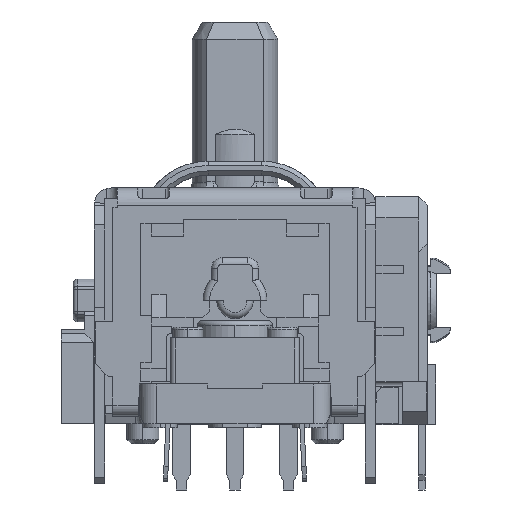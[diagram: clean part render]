
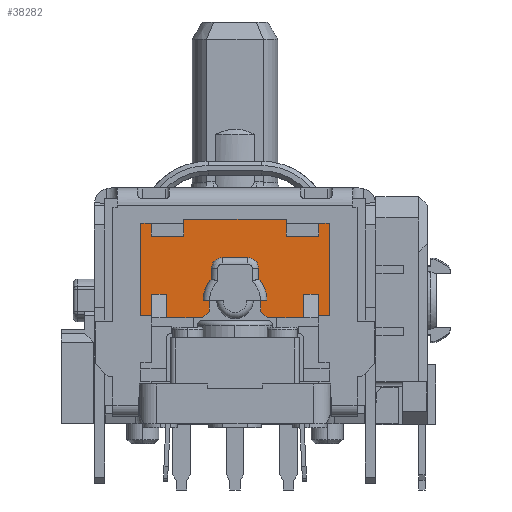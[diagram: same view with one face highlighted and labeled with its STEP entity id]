
A CAD part, front view. The second image highlights one B-rep face of the part: STEP entity #38282.
In plain terms, the highlighted planar face has unit normal (0, -1, 0).
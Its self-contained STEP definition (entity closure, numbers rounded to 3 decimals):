
#12194 = VERTEX_POINT('',#12195);
#12195 = CARTESIAN_POINT('',(-3.9,-7.375,6.25));
#12201 = EDGE_CURVE('',#12202,#12194,#12204,.T.);
#12202 = VERTEX_POINT('',#12203);
#12203 = CARTESIAN_POINT('',(-3.9,-7.375,5.25));
#12204 = LINE('',#12205,#12206);
#12205 = CARTESIAN_POINT('',(-3.9,-7.375,6.25));
#12206 = VECTOR('',#12207,1.);
#12207 = DIRECTION('',(0.,0.,1.));
#12273 = EDGE_CURVE('',#12202,#12274,#12276,.T.);
#12274 = VERTEX_POINT('',#12275);
#12275 = CARTESIAN_POINT('',(-4.4,-7.375,5.25));
#12276 = LINE('',#12277,#12278);
#12277 = CARTESIAN_POINT('',(-3.9,-7.375,5.25));
#12278 = VECTOR('',#12279,1.);
#12279 = DIRECTION('',(-1.,0.,0.));
#12305 = EDGE_CURVE('',#12306,#12274,#12308,.T.);
#12306 = VERTEX_POINT('',#12307);
#12307 = CARTESIAN_POINT('',(-4.4,-7.375,9.55));
#12308 = LINE('',#12309,#12310);
#12309 = CARTESIAN_POINT('',(-4.4,-7.375,1.75));
#12310 = VECTOR('',#12311,1.);
#12311 = DIRECTION('',(0.,0.,-1.));
#12337 = VERTEX_POINT('',#12338);
#12338 = CARTESIAN_POINT('',(-2.4,-7.375,9.55));
#12344 = EDGE_CURVE('',#12337,#12345,#12347,.T.);
#12345 = VERTEX_POINT('',#12346);
#12346 = CARTESIAN_POINT('',(-2.4,-7.375,9.75));
#12347 = LINE('',#12348,#12349);
#12348 = CARTESIAN_POINT('',(-2.4,-7.375,5.95));
#12349 = VECTOR('',#12350,1.);
#12350 = DIRECTION('',(0.,0.,1.));
#12793 = VERTEX_POINT('',#12794);
#12794 = CARTESIAN_POINT('',(3.9,-7.375,5.25));
#12800 = EDGE_CURVE('',#12793,#12801,#12803,.T.);
#12801 = VERTEX_POINT('',#12802);
#12802 = CARTESIAN_POINT('',(3.9,-7.375,6.25));
#12803 = LINE('',#12804,#12805);
#12804 = CARTESIAN_POINT('',(3.9,-7.375,6.25));
#12805 = VECTOR('',#12806,1.);
#12806 = DIRECTION('',(0.,0.,1.));
#12857 = VERTEX_POINT('',#12858);
#12858 = CARTESIAN_POINT('',(4.4,-7.375,5.25));
#12864 = EDGE_CURVE('',#12793,#12857,#12865,.T.);
#12865 = LINE('',#12866,#12867);
#12866 = CARTESIAN_POINT('',(3.9,-7.375,5.25));
#12867 = VECTOR('',#12868,1.);
#12868 = DIRECTION('',(1.,0.,0.));
#12889 = VERTEX_POINT('',#12890);
#12890 = CARTESIAN_POINT('',(4.4,-7.375,9.55));
#12896 = EDGE_CURVE('',#12857,#12889,#12897,.T.);
#12897 = LINE('',#12898,#12899);
#12898 = CARTESIAN_POINT('',(4.4,-7.375,9.75));
#12899 = VECTOR('',#12900,1.);
#12900 = DIRECTION('',(0.,0.,1.));
#12921 = VERTEX_POINT('',#12922);
#12922 = CARTESIAN_POINT('',(2.4,-7.375,9.75));
#12928 = EDGE_CURVE('',#12921,#12929,#12931,.T.);
#12929 = VERTEX_POINT('',#12930);
#12930 = CARTESIAN_POINT('',(2.4,-7.375,9.55));
#12931 = LINE('',#12932,#12933);
#12932 = CARTESIAN_POINT('',(2.4,-7.375,5.95));
#12933 = VECTOR('',#12934,1.);
#12934 = DIRECTION('',(0.,0.,-1.));
#36880 = EDGE_CURVE('',#36881,#36883,#36885,.T.);
#36881 = VERTEX_POINT('',#36882);
#36882 = CARTESIAN_POINT('',(3.2,-7.375,6.25));
#36883 = VERTEX_POINT('',#36884);
#36884 = CARTESIAN_POINT('',(3.2,-7.375,5.15));
#36885 = LINE('',#36886,#36887);
#36886 = CARTESIAN_POINT('',(3.2,-7.375,1.75));
#36887 = VECTOR('',#36888,1.);
#36888 = DIRECTION('',(0.,0.,-1.));
#36931 = VERTEX_POINT('',#36932);
#36932 = CARTESIAN_POINT('',(-3.2,-7.375,5.15));
#36938 = EDGE_CURVE('',#36931,#36939,#36941,.T.);
#36939 = VERTEX_POINT('',#36940);
#36940 = CARTESIAN_POINT('',(-3.2,-7.375,6.25));
#36941 = LINE('',#36942,#36943);
#36942 = CARTESIAN_POINT('',(-3.2,-7.375,1.75));
#36943 = VECTOR('',#36944,1.);
#36944 = DIRECTION('',(0.,0.,1.));
#36961 = VERTEX_POINT('',#36962);
#36962 = CARTESIAN_POINT('',(-3.9,-7.375,9.55));
#36968 = EDGE_CURVE('',#36969,#36961,#36971,.T.);
#36969 = VERTEX_POINT('',#36970);
#36970 = CARTESIAN_POINT('',(-3.9,-7.375,8.95));
#36971 = LINE('',#36972,#36973);
#36972 = CARTESIAN_POINT('',(-3.9,-7.375,8.95));
#36973 = VECTOR('',#36974,1.);
#36974 = DIRECTION('',(0.,0.,1.));
#36992 = VERTEX_POINT('',#36993);
#36993 = CARTESIAN_POINT('',(-2.4,-7.375,8.95));
#37001 = EDGE_CURVE('',#36992,#36969,#37002,.T.);
#37002 = LINE('',#37003,#37004);
#37003 = CARTESIAN_POINT('',(-2.4,-7.375,8.95));
#37004 = VECTOR('',#37005,1.);
#37005 = DIRECTION('',(-1.,0.,0.));
#37023 = EDGE_CURVE('',#36992,#12337,#37024,.T.);
#37024 = LINE('',#37025,#37026);
#37025 = CARTESIAN_POINT('',(-2.4,-7.375,8.95));
#37026 = VECTOR('',#37027,1.);
#37027 = DIRECTION('',(0.,0.,1.));
#37043 = EDGE_CURVE('',#37044,#12929,#37046,.T.);
#37044 = VERTEX_POINT('',#37045);
#37045 = CARTESIAN_POINT('',(2.4,-7.375,8.95));
#37046 = LINE('',#37047,#37048);
#37047 = CARTESIAN_POINT('',(2.4,-7.375,8.95));
#37048 = VECTOR('',#37049,1.);
#37049 = DIRECTION('',(0.,0.,1.));
#37066 = EDGE_CURVE('',#37067,#37044,#37069,.T.);
#37067 = VERTEX_POINT('',#37068);
#37068 = CARTESIAN_POINT('',(3.9,-7.375,8.95));
#37069 = LINE('',#37070,#37071);
#37070 = CARTESIAN_POINT('',(2.4,-7.375,8.95));
#37071 = VECTOR('',#37072,1.);
#37072 = DIRECTION('',(-1.,0.,0.));
#37091 = VERTEX_POINT('',#37092);
#37092 = CARTESIAN_POINT('',(3.9,-7.375,9.55));
#37100 = EDGE_CURVE('',#37067,#37091,#37101,.T.);
#37101 = LINE('',#37102,#37103);
#37102 = CARTESIAN_POINT('',(3.9,-7.375,8.95));
#37103 = VECTOR('',#37104,1.);
#37104 = DIRECTION('',(0.,0.,1.));
#37114 = EDGE_CURVE('',#36931,#37115,#37117,.T.);
#37115 = VERTEX_POINT('',#37116);
#37116 = CARTESIAN_POINT('',(-1.95,-7.375,5.15));
#37117 = LINE('',#37118,#37119);
#37118 = CARTESIAN_POINT('',(-3.2,-7.375,5.15));
#37119 = VECTOR('',#37120,1.);
#37120 = DIRECTION('',(1.,0.,0.));
#37145 = EDGE_CURVE('',#37146,#36883,#37148,.T.);
#37146 = VERTEX_POINT('',#37147);
#37147 = CARTESIAN_POINT('',(1.95,-7.375,5.15));
#37148 = LINE('',#37149,#37150);
#37149 = CARTESIAN_POINT('',(3.2,-7.375,5.15));
#37150 = VECTOR('',#37151,1.);
#37151 = DIRECTION('',(1.,0.,0.));
#37264 = EDGE_CURVE('',#12306,#36961,#37265,.T.);
#37265 = LINE('',#37266,#37267);
#37266 = CARTESIAN_POINT('',(0.,-7.375,9.55));
#37267 = VECTOR('',#37268,1.);
#37268 = DIRECTION('',(1.,0.,0.));
#37292 = EDGE_CURVE('',#37091,#12889,#37293,.T.);
#37293 = LINE('',#37294,#37295);
#37294 = CARTESIAN_POINT('',(0.,-7.375,9.55));
#37295 = VECTOR('',#37296,1.);
#37296 = DIRECTION('',(1.,0.,0.));
#37586 = EDGE_CURVE('',#12801,#36881,#37587,.T.);
#37587 = LINE('',#37588,#37589);
#37588 = CARTESIAN_POINT('',(3.2,-7.375,6.25));
#37589 = VECTOR('',#37590,1.);
#37590 = DIRECTION('',(-1.,0.,0.));
#37610 = EDGE_CURVE('',#36939,#12194,#37611,.T.);
#37611 = LINE('',#37612,#37613);
#37612 = CARTESIAN_POINT('',(-3.2,-7.375,6.25));
#37613 = VECTOR('',#37614,1.);
#37614 = DIRECTION('',(-1.,0.,0.));
#37691 = VERTEX_POINT('',#37692);
#37692 = CARTESIAN_POINT('',(1.2,-7.375,5.95));
#37709 = VERTEX_POINT('',#37710);
#37710 = CARTESIAN_POINT('',(1.2,-7.375,5.45));
#37716 = EDGE_CURVE('',#37691,#37709,#37717,.T.);
#37717 = LINE('',#37718,#37719);
#37718 = CARTESIAN_POINT('',(1.2,-7.375,5.95));
#37719 = VECTOR('',#37720,1.);
#37720 = DIRECTION('',(0.,0.,-1.));
#37730 = EDGE_CURVE('',#37731,#37691,#37733,.T.);
#37731 = VERTEX_POINT('',#37732);
#37732 = CARTESIAN_POINT('',(-1.2,-7.375,5.95));
#37733 = CIRCLE('',#37734,1.2);
#37734 = AXIS2_PLACEMENT_3D('',#37735,#37736,#37737);
#37735 = CARTESIAN_POINT('',(0.,-7.375,5.95));
#37736 = DIRECTION('',(0.,1.,0.));
#37737 = DIRECTION('',(-1.,0.,0.));
#37766 = VERTEX_POINT('',#37767);
#37767 = CARTESIAN_POINT('',(-1.2,-7.375,5.45));
#37780 = EDGE_CURVE('',#37766,#37731,#37781,.T.);
#37781 = LINE('',#37782,#37783);
#37782 = CARTESIAN_POINT('',(-1.2,-7.375,5.95));
#37783 = VECTOR('',#37784,1.);
#37784 = DIRECTION('',(0.,0.,1.));
#38073 = VERTEX_POINT('',#38074);
#38074 = CARTESIAN_POINT('',(1.5,-7.375,5.15));
#38080 = EDGE_CURVE('',#38073,#37709,#38081,.T.);
#38081 = LINE('',#38082,#38083);
#38082 = CARTESIAN_POINT('',(1.2,-7.375,5.45));
#38083 = VECTOR('',#38084,1.);
#38084 = DIRECTION('',(-0.707,0.,0.707
    ));
#38096 = VERTEX_POINT('',#38097);
#38097 = CARTESIAN_POINT('',(-1.5,-7.375,5.15));
#38106 = EDGE_CURVE('',#37766,#38096,#38107,.T.);
#38107 = LINE('',#38108,#38109);
#38108 = CARTESIAN_POINT('',(-1.2,-7.375,5.45));
#38109 = VECTOR('',#38110,1.);
#38110 = DIRECTION('',(-0.707,0.,
    -0.707));
#38196 = EDGE_CURVE('',#38096,#37115,#38197,.T.);
#38197 = LINE('',#38198,#38199);
#38198 = CARTESIAN_POINT('',(2.25,-7.375,5.15));
#38199 = VECTOR('',#38200,1.);
#38200 = DIRECTION('',(-1.,0.,0.));
#38213 = EDGE_CURVE('',#37146,#38073,#38214,.T.);
#38214 = LINE('',#38215,#38216);
#38215 = CARTESIAN_POINT('',(2.25,-7.375,5.15));
#38216 = VECTOR('',#38217,1.);
#38217 = DIRECTION('',(-1.,0.,0.));
#38282 = ADVANCED_FACE('',(#38283),#38320,.T.);
#38283 = FACE_BOUND('',#38284,.T.);
#38284 = EDGE_LOOP('',(#38285,#38286,#38287,#38288,#38289,#38295,#38296,
    #38297,#38298,#38299,#38300,#38301,#38302,#38303,#38304,#38305,
    #38306,#38307,#38308,#38309,#38310,#38311,#38312,#38313,#38314,
    #38315,#38316,#38317,#38318,#38319));
#38285 = ORIENTED_EDGE('',*,*,#37100,.F.);
#38286 = ORIENTED_EDGE('',*,*,#37066,.T.);
#38287 = ORIENTED_EDGE('',*,*,#37043,.T.);
#38288 = ORIENTED_EDGE('',*,*,#12928,.F.);
#38289 = ORIENTED_EDGE('',*,*,#38290,.T.);
#38290 = EDGE_CURVE('',#12921,#12345,#38291,.T.);
#38291 = LINE('',#38292,#38293);
#38292 = CARTESIAN_POINT('',(4.4,-7.375,9.75));
#38293 = VECTOR('',#38294,1.);
#38294 = DIRECTION('',(-1.,0.,0.));
#38295 = ORIENTED_EDGE('',*,*,#12344,.F.);
#38296 = ORIENTED_EDGE('',*,*,#37023,.F.);
#38297 = ORIENTED_EDGE('',*,*,#37001,.T.);
#38298 = ORIENTED_EDGE('',*,*,#36968,.T.);
#38299 = ORIENTED_EDGE('',*,*,#37264,.F.);
#38300 = ORIENTED_EDGE('',*,*,#12305,.T.);
#38301 = ORIENTED_EDGE('',*,*,#12273,.F.);
#38302 = ORIENTED_EDGE('',*,*,#12201,.T.);
#38303 = ORIENTED_EDGE('',*,*,#37610,.F.);
#38304 = ORIENTED_EDGE('',*,*,#36938,.F.);
#38305 = ORIENTED_EDGE('',*,*,#37114,.T.);
#38306 = ORIENTED_EDGE('',*,*,#38196,.F.);
#38307 = ORIENTED_EDGE('',*,*,#38106,.F.);
#38308 = ORIENTED_EDGE('',*,*,#37780,.T.);
#38309 = ORIENTED_EDGE('',*,*,#37730,.T.);
#38310 = ORIENTED_EDGE('',*,*,#37716,.T.);
#38311 = ORIENTED_EDGE('',*,*,#38080,.F.);
#38312 = ORIENTED_EDGE('',*,*,#38213,.F.);
#38313 = ORIENTED_EDGE('',*,*,#37145,.T.);
#38314 = ORIENTED_EDGE('',*,*,#36880,.F.);
#38315 = ORIENTED_EDGE('',*,*,#37586,.F.);
#38316 = ORIENTED_EDGE('',*,*,#12800,.F.);
#38317 = ORIENTED_EDGE('',*,*,#12864,.T.);
#38318 = ORIENTED_EDGE('',*,*,#12896,.T.);
#38319 = ORIENTED_EDGE('',*,*,#37292,.F.);
#38320 = PLANE('',#38321);
#38321 = AXIS2_PLACEMENT_3D('',#38322,#38323,#38324);
#38322 = CARTESIAN_POINT('',(0.,-7.375,5.95));
#38323 = DIRECTION('',(0.,-1.,0.));
#38324 = DIRECTION('',(-1.,0.,0.));
